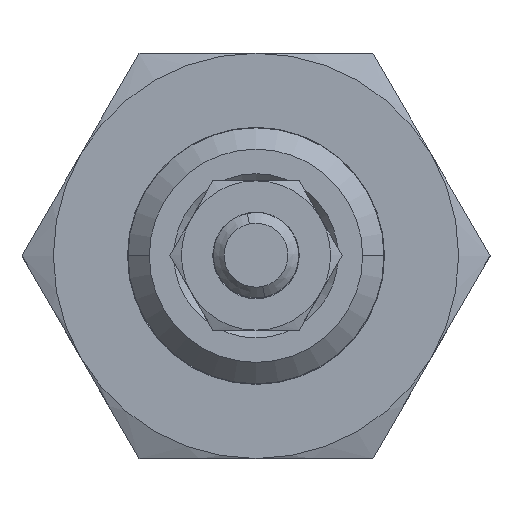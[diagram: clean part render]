
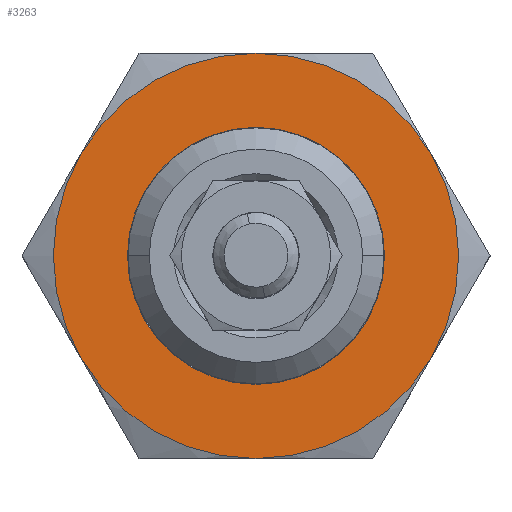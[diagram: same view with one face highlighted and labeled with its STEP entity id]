
A CAD part, top view. The second image highlights one B-rep face of the part: STEP entity #3263.
In plain terms, the highlighted planar face has unit normal (0, 0, 1).
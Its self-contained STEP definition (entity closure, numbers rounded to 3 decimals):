
#94 = CARTESIAN_POINT ( 'NONE',  ( 5.218, -3.013, 215. ) ) ;
#117 = AXIS2_PLACEMENT_3D ( 'NONE', #7569, #7619, #4229 ) ;
#143 = DIRECTION ( 'NONE',  ( 0., 0., -1. ) ) ;
#220 = EDGE_CURVE ( 'NONE', #10864, #4912, #1330, .T. ) ;
#548 = VERTEX_POINT ( 'NONE', #4147 ) ;
#587 = EDGE_CURVE ( 'NONE', #10957, #7790, #7223, .T. ) ;
#624 = DIRECTION ( 'NONE',  ( 0.866, -0.5, 0. ) ) ;
#739 = CARTESIAN_POINT ( 'NONE',  ( 0., 0., 215. ) ) ;
#793 = DIRECTION ( 'NONE',  ( 0.866, -0.5, 0. ) ) ;
#807 = AXIS2_PLACEMENT_3D ( 'NONE', #1184, #1248, #9147 ) ;
#1184 = CARTESIAN_POINT ( 'NONE',  ( 0., 0., 215. ) ) ;
#1248 = DIRECTION ( 'NONE',  ( 0., 0., -1. ) ) ;
#1328 = EDGE_LOOP ( 'NONE', ( #9050, #4364 ) ) ;
#1330 = CIRCLE ( 'NONE', #5192, 6.025 ) ;
#1606 = CIRCLE ( 'NONE', #8962, 9.5 ) ;
#1760 = DIRECTION ( 'NONE',  ( 0., 0., -1. ) ) ;
#2010 = CARTESIAN_POINT ( 'NONE',  ( -8.227, 4.75, 215. ) ) ;
#2305 = CARTESIAN_POINT ( 'NONE',  ( -5.218, 3.013, 215. ) ) ;
#2392 = CARTESIAN_POINT ( 'NONE',  ( -8.227, -4.75, 215. ) ) ;
#2890 = VERTEX_POINT ( 'NONE', #2010 ) ;
#3263 = ADVANCED_FACE ( 'NONE', ( #6789, #11271 ), #6236, .F. ) ;
#3601 = ORIENTED_EDGE ( 'NONE', *, *, #6666, .F. ) ;
#3989 = AXIS2_PLACEMENT_3D ( 'NONE', #8501, #8871, #10299 ) ;
#4147 = CARTESIAN_POINT ( 'NONE',  ( 0., -9.5, 215. ) ) ;
#4219 = ORIENTED_EDGE ( 'NONE', *, *, #8198, .F. ) ;
#4229 = DIRECTION ( 'NONE',  ( 0.866, -0.5, 0. ) ) ;
#4311 = EDGE_CURVE ( 'NONE', #7790, #4814, #6031, .T. ) ;
#4364 = ORIENTED_EDGE ( 'NONE', *, *, #9650, .T. ) ;
#4424 = DIRECTION ( 'NONE',  ( 0., 0., -1. ) ) ;
#4500 = CARTESIAN_POINT ( 'NONE',  ( 8.227, 4.75, 215. ) ) ;
#4580 = ORIENTED_EDGE ( 'NONE', *, *, #5370, .F. ) ;
#4603 = AXIS2_PLACEMENT_3D ( 'NONE', #10690, #143, #8160 ) ;
#4667 = CIRCLE ( 'NONE', #807, 9.5 ) ;
#4792 = ORIENTED_EDGE ( 'NONE', *, *, #10935, .F. ) ;
#4814 = VERTEX_POINT ( 'NONE', #11130 ) ;
#4912 = VERTEX_POINT ( 'NONE', #94 ) ;
#4947 = CIRCLE ( 'NONE', #8988, 9.5 ) ;
#5192 = AXIS2_PLACEMENT_3D ( 'NONE', #7721, #4424, #5995 ) ;
#5253 = AXIS2_PLACEMENT_3D ( 'NONE', #6686, #10198, #624 ) ;
#5370 = EDGE_CURVE ( 'NONE', #8832, #2890, #4947, .T. ) ;
#5995 = DIRECTION ( 'NONE',  ( 0.866, -0.5, 0. ) ) ;
#6031 = CIRCLE ( 'NONE', #117, 9.5 ) ;
#6236 = PLANE ( 'NONE',  #3989 ) ;
#6666 = EDGE_CURVE ( 'NONE', #4814, #548, #10481, .T. ) ;
#6686 = CARTESIAN_POINT ( 'NONE',  ( 0., 0., 215. ) ) ;
#6789 = FACE_BOUND ( 'NONE', #1328, .T. ) ;
#7223 = CIRCLE ( 'NONE', #11276, 9.5 ) ;
#7569 = CARTESIAN_POINT ( 'NONE',  ( 0., 0., 215. ) ) ;
#7619 = DIRECTION ( 'NONE',  ( 0., 0., -1. ) ) ;
#7721 = CARTESIAN_POINT ( 'NONE',  ( 0., 0., 215. ) ) ;
#7790 = VERTEX_POINT ( 'NONE', #4500 ) ;
#7870 = DIRECTION ( 'NONE',  ( 0.866, -0.5, 0. ) ) ;
#7871 = DIRECTION ( 'NONE',  ( 0., 0., -1. ) ) ;
#7877 = CARTESIAN_POINT ( 'NONE',  ( 0., 0., 215. ) ) ;
#7896 = ORIENTED_EDGE ( 'NONE', *, *, #4311, .F. ) ;
#7925 = DIRECTION ( 'NONE',  ( 0.866, -0.5, 0. ) ) ;
#8160 = DIRECTION ( 'NONE',  ( 0.866, -0.5, 0. ) ) ;
#8198 = EDGE_CURVE ( 'NONE', #2890, #10957, #4667, .T. ) ;
#8501 = CARTESIAN_POINT ( 'NONE',  ( 0., 0., 215. ) ) ;
#8789 = CARTESIAN_POINT ( 'NONE',  ( 0., 0., 215. ) ) ;
#8832 = VERTEX_POINT ( 'NONE', #2392 ) ;
#8871 = DIRECTION ( 'NONE',  ( 0., 0., -1. ) ) ;
#8962 = AXIS2_PLACEMENT_3D ( 'NONE', #7877, #11240, #793 ) ;
#8988 = AXIS2_PLACEMENT_3D ( 'NONE', #8789, #7871, #7925 ) ;
#9050 = ORIENTED_EDGE ( 'NONE', *, *, #220, .T. ) ;
#9147 = DIRECTION ( 'NONE',  ( 0.866, -0.5, 0. ) ) ;
#9501 = CARTESIAN_POINT ( 'NONE',  ( 0., 9.5, 215. ) ) ;
#9650 = EDGE_CURVE ( 'NONE', #4912, #10864, #10231, .T. ) ;
#10198 = DIRECTION ( 'NONE',  ( 0., 0., -1. ) ) ;
#10231 = CIRCLE ( 'NONE', #5253, 6.025 ) ;
#10299 = DIRECTION ( 'NONE',  ( 0.866, -0.5, 0. ) ) ;
#10481 = CIRCLE ( 'NONE', #4603, 9.5 ) ;
#10690 = CARTESIAN_POINT ( 'NONE',  ( 0., 0., 215. ) ) ;
#10864 = VERTEX_POINT ( 'NONE', #2305 ) ;
#10935 = EDGE_CURVE ( 'NONE', #548, #8832, #1606, .T. ) ;
#10957 = VERTEX_POINT ( 'NONE', #9501 ) ;
#11081 = ORIENTED_EDGE ( 'NONE', *, *, #587, .F. ) ;
#11130 = CARTESIAN_POINT ( 'NONE',  ( 8.227, -4.75, 215. ) ) ;
#11155 = EDGE_LOOP ( 'NONE', ( #3601, #7896, #11081, #4219, #4580, #4792 ) ) ;
#11240 = DIRECTION ( 'NONE',  ( 0., 0., -1. ) ) ;
#11271 = FACE_OUTER_BOUND ( 'NONE', #11155, .T. ) ;
#11276 = AXIS2_PLACEMENT_3D ( 'NONE', #739, #1760, #7870 ) ;
